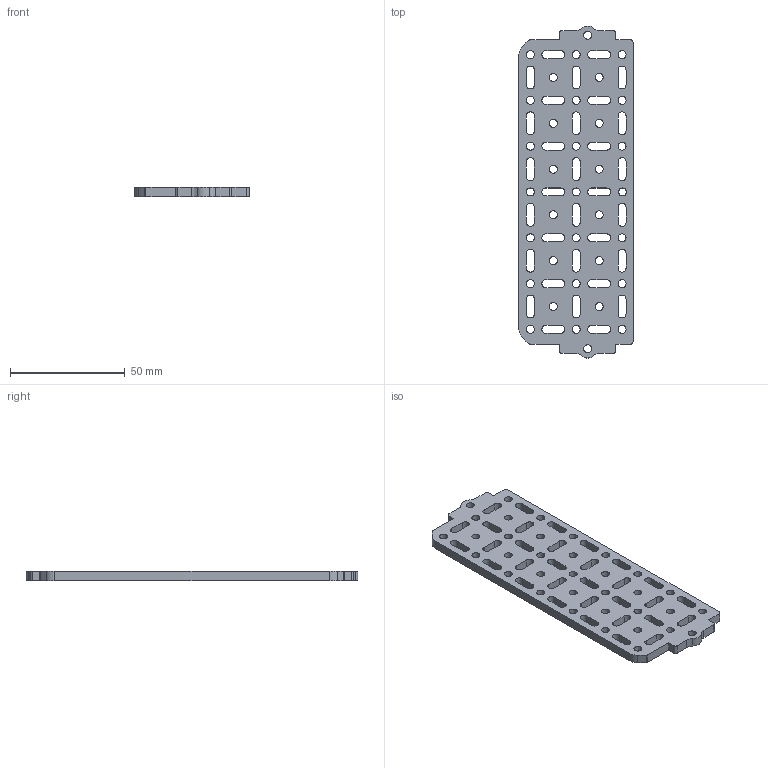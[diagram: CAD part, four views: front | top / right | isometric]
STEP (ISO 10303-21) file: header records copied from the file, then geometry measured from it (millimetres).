
FILE_DESCRIPTION(('STEP AP242'), '1');
FILE_NAME('砑霘馯罻', '', ('UNSPECIFIED'), ('UNSPECIFIED'), 'C3D Converter', 'C3D Toolkit', '');
FILE_SCHEMA(('AP242_MANAGED_MODEL_BASED_3D_ENGINEERING_MIM_LF { 1 0 10303 442 1 1 4 }'));
Length unit declared in the file: millimetre
Bounding box: 49.8 x 144.97 x 4 mm (x, y, z)
Volume: 21767 mm3; surface area: 16995.9 mm2
Topology: 1 solids, 1 shells, 197 faces, 585 edges, 390 vertices
Faces by surface type: cylinder 115, plane 82
Full cylindrical faces by diameter (mm): 3.5 x35
Entity records: 6822 total; most frequent: DIRECTION 1176, CARTESIAN_POINT 1138, ORIENTED_EDGE 1100, EDGE_CURVE 550, AXIS2_PLACEMENT_3D 428, VERTEX_POINT 390, EDGE_LOOP 366, LINE 320
